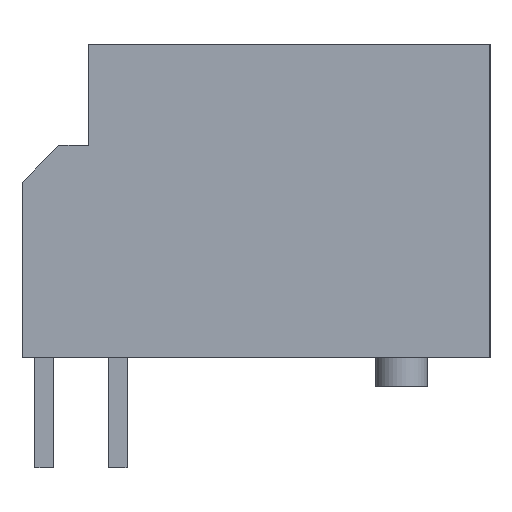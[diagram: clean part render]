
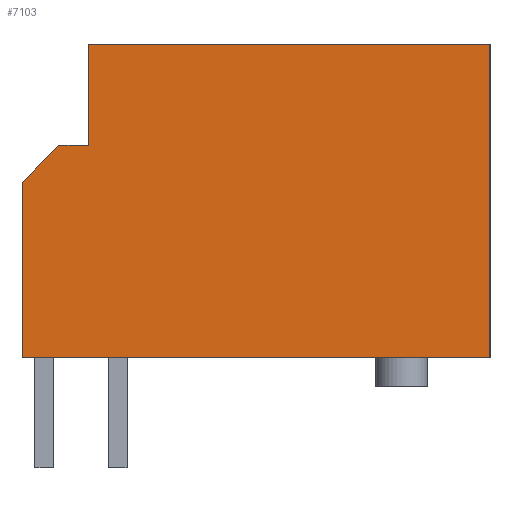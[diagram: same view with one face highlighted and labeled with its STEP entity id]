
A CAD part, left-side view. The second image highlights one B-rep face of the part: STEP entity #7103.
In plain terms, the highlighted planar face has unit normal (-1, 0, 0).
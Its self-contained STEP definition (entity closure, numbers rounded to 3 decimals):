
#1822 = PLANE('',#1823);
#1823 = AXIS2_PLACEMENT_3D('',#1824,#1825,#1826);
#1824 = CARTESIAN_POINT('',(-2.,-12.1,0.));
#1825 = DIRECTION('',(0.,0.,1.));
#1826 = DIRECTION('',(0.,1.,0.));
#2412 = PLANE('',#2413);
#2413 = AXIS2_PLACEMENT_3D('',#2414,#2415,#2416);
#2414 = CARTESIAN_POINT('',(-2.,-1.2,5.75));
#2415 = DIRECTION('',(0.,-1.,0.));
#2416 = DIRECTION('',(0.,0.,1.));
#4100 = PLANE('',#4101);
#4101 = AXIS2_PLACEMENT_3D('',#4102,#4103,#4104);
#4102 = CARTESIAN_POINT('',(-2.,0.6,4.75));
#4103 = DIRECTION('',(0.,-1.,0.));
#4104 = DIRECTION('',(0.,0.,1.));
#4128 = PLANE('',#4129);
#4129 = AXIS2_PLACEMENT_3D('',#4130,#4131,#4132);
#4130 = CARTESIAN_POINT('',(-2.,0.6,4.75));
#4131 = DIRECTION('',(0.,-0.707,
    -0.707));
#4132 = DIRECTION('',(0.,-0.707,0.707
    ));
#4156 = PLANE('',#4157);
#4157 = AXIS2_PLACEMENT_3D('',#4158,#4159,#4160);
#4158 = CARTESIAN_POINT('',(-2.,-0.4,5.75));
#4159 = DIRECTION('',(0.,0.,-1.));
#4160 = DIRECTION('',(0.,-1.,0.));
#5366 = VERTEX_POINT('',#5367);
#5367 = CARTESIAN_POINT('',(-2.,-12.1,0.));
#5381 = PLANE('',#5382);
#5382 = AXIS2_PLACEMENT_3D('',#5383,#5384,#5385);
#5383 = CARTESIAN_POINT('',(-2.,-12.1,8.5));
#5384 = DIRECTION('',(0.,1.,0.));
#5385 = DIRECTION('',(0.,0.,-1.));
#5393 = EDGE_CURVE('',#5394,#5366,#5396,.T.);
#5394 = VERTEX_POINT('',#5395);
#5395 = CARTESIAN_POINT('',(-2.,0.6,0.));
#5396 = SURFACE_CURVE('',#5397,(#5401,#5408),.PCURVE_S1.);
#5397 = LINE('',#5398,#5399);
#5398 = CARTESIAN_POINT('',(-2.,-12.1,0.));
#5399 = VECTOR('',#5400,1.);
#5400 = DIRECTION('',(0.,-1.,0.));
#5401 = PCURVE('',#1822,#5402);
#5402 = DEFINITIONAL_REPRESENTATION('',(#5403),#5407);
#5403 = LINE('',#5404,#5405);
#5404 = CARTESIAN_POINT('',(0.,0.));
#5405 = VECTOR('',#5406,1.);
#5406 = DIRECTION('',(-1.,0.));
#5407 = ( GEOMETRIC_REPRESENTATION_CONTEXT(2) 
PARAMETRIC_REPRESENTATION_CONTEXT() REPRESENTATION_CONTEXT('2D SPACE',''
  ) );
#5408 = PCURVE('',#5409,#5414);
#5409 = PLANE('',#5410);
#5410 = AXIS2_PLACEMENT_3D('',#5411,#5412,#5413);
#5411 = CARTESIAN_POINT('',(-2.,0.6,8.5));
#5412 = DIRECTION('',(-1.,0.,0.));
#5413 = DIRECTION('',(0.,0.,-1.));
#5414 = DEFINITIONAL_REPRESENTATION('',(#5415),#5419);
#5415 = LINE('',#5416,#5417);
#5416 = CARTESIAN_POINT('',(8.5,12.7));
#5417 = VECTOR('',#5418,1.);
#5418 = DIRECTION('',(0.,1.));
#5419 = ( GEOMETRIC_REPRESENTATION_CONTEXT(2) 
PARAMETRIC_REPRESENTATION_CONTEXT() REPRESENTATION_CONTEXT('2D SPACE',''
  ) );
#6423 = VERTEX_POINT('',#6424);
#6424 = CARTESIAN_POINT('',(-2.,-1.2,5.75));
#6445 = EDGE_CURVE('',#6446,#6423,#6448,.T.);
#6446 = VERTEX_POINT('',#6447);
#6447 = CARTESIAN_POINT('',(-2.,-1.2,8.5));
#6448 = SURFACE_CURVE('',#6449,(#6453,#6460),.PCURVE_S1.);
#6449 = LINE('',#6450,#6451);
#6450 = CARTESIAN_POINT('',(-2.,-1.2,5.75));
#6451 = VECTOR('',#6452,1.);
#6452 = DIRECTION('',(0.,0.,-1.));
#6453 = PCURVE('',#2412,#6454);
#6454 = DEFINITIONAL_REPRESENTATION('',(#6455),#6459);
#6455 = LINE('',#6456,#6457);
#6456 = CARTESIAN_POINT('',(0.,0.));
#6457 = VECTOR('',#6458,1.);
#6458 = DIRECTION('',(-1.,0.));
#6459 = ( GEOMETRIC_REPRESENTATION_CONTEXT(2) 
PARAMETRIC_REPRESENTATION_CONTEXT() REPRESENTATION_CONTEXT('2D SPACE',''
  ) );
#6460 = PCURVE('',#5409,#6461);
#6461 = DEFINITIONAL_REPRESENTATION('',(#6462),#6466);
#6462 = LINE('',#6463,#6464);
#6463 = CARTESIAN_POINT('',(2.75,1.8));
#6464 = VECTOR('',#6465,1.);
#6465 = DIRECTION('',(1.,0.));
#6466 = ( GEOMETRIC_REPRESENTATION_CONTEXT(2) 
PARAMETRIC_REPRESENTATION_CONTEXT() REPRESENTATION_CONTEXT('2D SPACE',''
  ) );
#6484 = PLANE('',#6485);
#6485 = AXIS2_PLACEMENT_3D('',#6486,#6487,#6488);
#6486 = CARTESIAN_POINT('',(-2.,-12.1,8.5));
#6487 = DIRECTION('',(0.,0.,-1.));
#6488 = DIRECTION('',(0.,-1.,0.));
#6793 = VERTEX_POINT('',#6794);
#6794 = CARTESIAN_POINT('',(-2.,0.6,4.75));
#6817 = EDGE_CURVE('',#6793,#5394,#6818,.T.);
#6818 = SURFACE_CURVE('',#6819,(#6823,#6830),.PCURVE_S1.);
#6819 = LINE('',#6820,#6821);
#6820 = CARTESIAN_POINT('',(-2.,0.6,4.75));
#6821 = VECTOR('',#6822,1.);
#6822 = DIRECTION('',(0.,0.,-1.));
#6823 = PCURVE('',#4100,#6824);
#6824 = DEFINITIONAL_REPRESENTATION('',(#6825),#6829);
#6825 = LINE('',#6826,#6827);
#6826 = CARTESIAN_POINT('',(0.,0.));
#6827 = VECTOR('',#6828,1.);
#6828 = DIRECTION('',(-1.,0.));
#6829 = ( GEOMETRIC_REPRESENTATION_CONTEXT(2) 
PARAMETRIC_REPRESENTATION_CONTEXT() REPRESENTATION_CONTEXT('2D SPACE',''
  ) );
#6830 = PCURVE('',#5409,#6831);
#6831 = DEFINITIONAL_REPRESENTATION('',(#6832),#6836);
#6832 = LINE('',#6833,#6834);
#6833 = CARTESIAN_POINT('',(3.75,0.));
#6834 = VECTOR('',#6835,1.);
#6835 = DIRECTION('',(1.,0.));
#6836 = ( GEOMETRIC_REPRESENTATION_CONTEXT(2) 
PARAMETRIC_REPRESENTATION_CONTEXT() REPRESENTATION_CONTEXT('2D SPACE',''
  ) );
#6844 = VERTEX_POINT('',#6845);
#6845 = CARTESIAN_POINT('',(-2.,-0.4,5.75));
#6866 = EDGE_CURVE('',#6423,#6844,#6867,.T.);
#6867 = SURFACE_CURVE('',#6868,(#6872,#6879),.PCURVE_S1.);
#6868 = LINE('',#6869,#6870);
#6869 = CARTESIAN_POINT('',(-2.,-0.4,5.75));
#6870 = VECTOR('',#6871,1.);
#6871 = DIRECTION('',(0.,1.,0.));
#6872 = PCURVE('',#4156,#6873);
#6873 = DEFINITIONAL_REPRESENTATION('',(#6874),#6878);
#6874 = LINE('',#6875,#6876);
#6875 = CARTESIAN_POINT('',(0.,0.));
#6876 = VECTOR('',#6877,1.);
#6877 = DIRECTION('',(-1.,0.));
#6878 = ( GEOMETRIC_REPRESENTATION_CONTEXT(2) 
PARAMETRIC_REPRESENTATION_CONTEXT() REPRESENTATION_CONTEXT('2D SPACE',''
  ) );
#6879 = PCURVE('',#5409,#6880);
#6880 = DEFINITIONAL_REPRESENTATION('',(#6881),#6885);
#6881 = LINE('',#6882,#6883);
#6882 = CARTESIAN_POINT('',(2.75,1.));
#6883 = VECTOR('',#6884,1.);
#6884 = DIRECTION('',(0.,-1.));
#6885 = ( GEOMETRIC_REPRESENTATION_CONTEXT(2) 
PARAMETRIC_REPRESENTATION_CONTEXT() REPRESENTATION_CONTEXT('2D SPACE',''
  ) );
#6893 = EDGE_CURVE('',#6844,#6793,#6894,.T.);
#6894 = SURFACE_CURVE('',#6895,(#6899,#6906),.PCURVE_S1.);
#6895 = LINE('',#6896,#6897);
#6896 = CARTESIAN_POINT('',(-2.,0.6,4.75));
#6897 = VECTOR('',#6898,1.);
#6898 = DIRECTION('',(0.,0.707,
    -0.707));
#6899 = PCURVE('',#4128,#6900);
#6900 = DEFINITIONAL_REPRESENTATION('',(#6901),#6905);
#6901 = LINE('',#6902,#6903);
#6902 = CARTESIAN_POINT('',(0.,0.));
#6903 = VECTOR('',#6904,1.);
#6904 = DIRECTION('',(-1.,0.));
#6905 = ( GEOMETRIC_REPRESENTATION_CONTEXT(2) 
PARAMETRIC_REPRESENTATION_CONTEXT() REPRESENTATION_CONTEXT('2D SPACE',''
  ) );
#6906 = PCURVE('',#5409,#6907);
#6907 = DEFINITIONAL_REPRESENTATION('',(#6908),#6912);
#6908 = LINE('',#6909,#6910);
#6909 = CARTESIAN_POINT('',(3.75,0.));
#6910 = VECTOR('',#6911,1.);
#6911 = DIRECTION('',(0.707,-0.707));
#6912 = ( GEOMETRIC_REPRESENTATION_CONTEXT(2) 
PARAMETRIC_REPRESENTATION_CONTEXT() REPRESENTATION_CONTEXT('2D SPACE',''
  ) );
#7103 = ADVANCED_FACE('',(#7104),#5409,.T.);
#7104 = FACE_BOUND('',#7105,.T.);
#7105 = EDGE_LOOP('',(#7106,#7129,#7130,#7131,#7132,#7133,#7134));
#7106 = ORIENTED_EDGE('',*,*,#7107,.T.);
#7107 = EDGE_CURVE('',#7108,#6446,#7110,.T.);
#7108 = VERTEX_POINT('',#7109);
#7109 = CARTESIAN_POINT('',(-2.,-12.1,8.5));
#7110 = SURFACE_CURVE('',#7111,(#7115,#7122),.PCURVE_S1.);
#7111 = LINE('',#7112,#7113);
#7112 = CARTESIAN_POINT('',(-2.,-12.1,8.5));
#7113 = VECTOR('',#7114,1.);
#7114 = DIRECTION('',(0.,1.,0.));
#7115 = PCURVE('',#5409,#7116);
#7116 = DEFINITIONAL_REPRESENTATION('',(#7117),#7121);
#7117 = LINE('',#7118,#7119);
#7118 = CARTESIAN_POINT('',(0.,12.7));
#7119 = VECTOR('',#7120,1.);
#7120 = DIRECTION('',(0.,-1.));
#7121 = ( GEOMETRIC_REPRESENTATION_CONTEXT(2) 
PARAMETRIC_REPRESENTATION_CONTEXT() REPRESENTATION_CONTEXT('2D SPACE',''
  ) );
#7122 = PCURVE('',#6484,#7123);
#7123 = DEFINITIONAL_REPRESENTATION('',(#7124),#7128);
#7124 = LINE('',#7125,#7126);
#7125 = CARTESIAN_POINT('',(0.,0.));
#7126 = VECTOR('',#7127,1.);
#7127 = DIRECTION('',(-1.,0.));
#7128 = ( GEOMETRIC_REPRESENTATION_CONTEXT(2) 
PARAMETRIC_REPRESENTATION_CONTEXT() REPRESENTATION_CONTEXT('2D SPACE',''
  ) );
#7129 = ORIENTED_EDGE('',*,*,#6445,.T.);
#7130 = ORIENTED_EDGE('',*,*,#6866,.T.);
#7131 = ORIENTED_EDGE('',*,*,#6893,.T.);
#7132 = ORIENTED_EDGE('',*,*,#6817,.T.);
#7133 = ORIENTED_EDGE('',*,*,#5393,.T.);
#7134 = ORIENTED_EDGE('',*,*,#7135,.T.);
#7135 = EDGE_CURVE('',#5366,#7108,#7136,.T.);
#7136 = SURFACE_CURVE('',#7137,(#7141,#7148),.PCURVE_S1.);
#7137 = LINE('',#7138,#7139);
#7138 = CARTESIAN_POINT('',(-2.,-12.1,8.5));
#7139 = VECTOR('',#7140,1.);
#7140 = DIRECTION('',(0.,0.,1.));
#7141 = PCURVE('',#5409,#7142);
#7142 = DEFINITIONAL_REPRESENTATION('',(#7143),#7147);
#7143 = LINE('',#7144,#7145);
#7144 = CARTESIAN_POINT('',(0.,12.7));
#7145 = VECTOR('',#7146,1.);
#7146 = DIRECTION('',(-1.,0.));
#7147 = ( GEOMETRIC_REPRESENTATION_CONTEXT(2) 
PARAMETRIC_REPRESENTATION_CONTEXT() REPRESENTATION_CONTEXT('2D SPACE',''
  ) );
#7148 = PCURVE('',#5381,#7149);
#7149 = DEFINITIONAL_REPRESENTATION('',(#7150),#7154);
#7150 = LINE('',#7151,#7152);
#7151 = CARTESIAN_POINT('',(0.,0.));
#7152 = VECTOR('',#7153,1.);
#7153 = DIRECTION('',(-1.,0.));
#7154 = ( GEOMETRIC_REPRESENTATION_CONTEXT(2) 
PARAMETRIC_REPRESENTATION_CONTEXT() REPRESENTATION_CONTEXT('2D SPACE',''
  ) );
